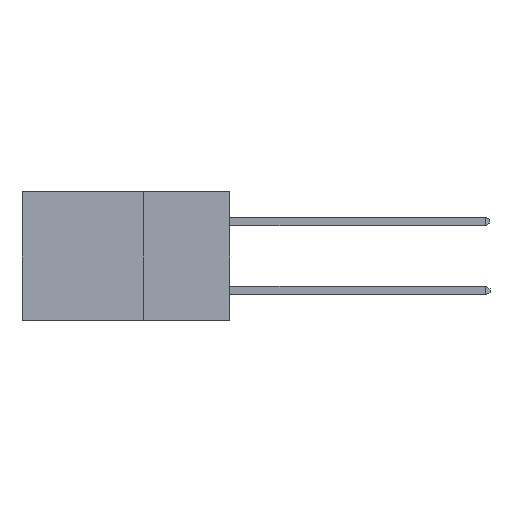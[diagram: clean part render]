
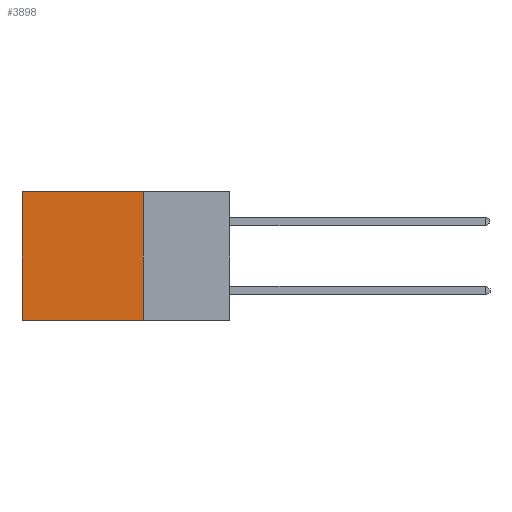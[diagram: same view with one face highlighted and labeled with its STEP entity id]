
A CAD part, left-side view. The second image highlights one B-rep face of the part: STEP entity #3898.
In plain terms, the highlighted planar face has unit normal (-1, 0, 0).
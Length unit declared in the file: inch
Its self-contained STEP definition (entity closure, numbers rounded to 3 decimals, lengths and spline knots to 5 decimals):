
#321 = CARTESIAN_POINT ( 'NONE',  ( 0.2615, 0.25, -0.37 ) ) ;
#1124 = VERTEX_POINT ( 'NONE', #10843 ) ;
#1140 = VERTEX_POINT ( 'NONE', #2190 ) ;
#1504 = VECTOR ( 'NONE', #5985, 39.37008 ) ;
#2099 = ORIENTED_EDGE ( 'NONE', *, *, #9282, .T. ) ;
#2190 = CARTESIAN_POINT ( 'NONE',  ( 0.2615, 0.6, 0. ) ) ;
#3117 = VECTOR ( 'NONE', #8066, 39.37008 ) ;
#3454 = VECTOR ( 'NONE', #9688, 39.37008 ) ;
#3457 = CARTESIAN_POINT ( 'NONE',  ( 0.2615, 0.25, 0. ) ) ;
#3849 = CARTESIAN_POINT ( 'NONE',  ( 0.2615, 0.6, -0.37 ) ) ;
#3898 = ADVANCED_FACE ( 'NONE', ( #10485 ), #6649, .F. ) ;
#4023 = ORIENTED_EDGE ( 'NONE', *, *, #9937, .F. ) ;
#4213 = VERTEX_POINT ( 'NONE', #3457 ) ;
#4392 = EDGE_CURVE ( 'NONE', #4213, #7293, #8606, .T. ) ;
#5433 = LINE ( 'NONE', #3849, #3117 ) ;
#5961 = CARTESIAN_POINT ( 'NONE',  ( 0.2615, 0.25, -0.37 ) ) ;
#5985 = DIRECTION ( 'NONE',  ( 0., 0., -1. ) ) ;
#6567 = EDGE_CURVE ( 'NONE', #4213, #1140, #10369, .T. ) ;
#6649 = PLANE ( 'NONE',  #7796 ) ;
#6794 = DIRECTION ( 'NONE',  ( 0., 0., -1. ) ) ;
#6821 = DIRECTION ( 'NONE',  ( 1., 0., 0. ) ) ;
#6898 = CARTESIAN_POINT ( 'NONE',  ( 0.2615, 0.25, -0.37 ) ) ;
#6971 = CARTESIAN_POINT ( 'NONE',  ( 0.2615, 0.25, -0.37 ) ) ;
#7235 = DIRECTION ( 'NONE',  ( 0., 1., 0. ) ) ;
#7293 = VERTEX_POINT ( 'NONE', #6971 ) ;
#7796 = AXIS2_PLACEMENT_3D ( 'NONE', #6898, #6821, #6794 ) ;
#8066 = DIRECTION ( 'NONE',  ( 0., 0., -1. ) ) ;
#8528 = ORIENTED_EDGE ( 'NONE', *, *, #4392, .F. ) ;
#8544 = LINE ( 'NONE', #321, #10208 ) ;
#8606 = LINE ( 'NONE', #5961, #1504 ) ;
#8816 = CARTESIAN_POINT ( 'NONE',  ( 0.2615, 0.25, 0. ) ) ;
#9069 = ORIENTED_EDGE ( 'NONE', *, *, #6567, .T. ) ;
#9282 = EDGE_CURVE ( 'NONE', #1140, #1124, #5433, .T. ) ;
#9688 = DIRECTION ( 'NONE',  ( 0., 1., 0. ) ) ;
#9760 = EDGE_LOOP ( 'NONE', ( #2099, #4023, #8528, #9069 ) ) ;
#9937 = EDGE_CURVE ( 'NONE', #7293, #1124, #8544, .T. ) ;
#10208 = VECTOR ( 'NONE', #7235, 39.37008 ) ;
#10369 = LINE ( 'NONE', #8816, #3454 ) ;
#10485 = FACE_OUTER_BOUND ( 'NONE', #9760, .T. ) ;
#10843 = CARTESIAN_POINT ( 'NONE',  ( 0.2615, 0.6, -0.37 ) ) ;
